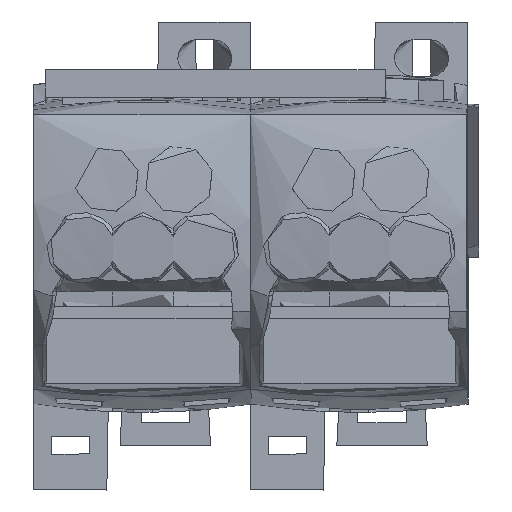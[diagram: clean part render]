
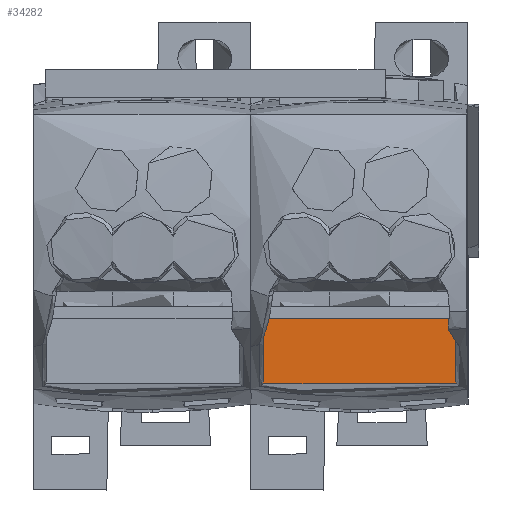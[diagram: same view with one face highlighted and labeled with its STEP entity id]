
A CAD part, top view. The second image highlights one B-rep face of the part: STEP entity #34282.
In plain terms, the highlighted planar face has unit normal (0, -0.009, 1).
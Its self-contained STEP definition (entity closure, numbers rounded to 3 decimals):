
#34247=AXIS2_PLACEMENT_3D('Plane Axis2P3D',#34244,#34245,#34246) ;
#32014=CARTESIAN_POINT('Vertex',(61.416,24.839,30.968)) ;
#32017=CARTESIAN_POINT('Line Origine',(61.416,22.647,30.948)) ;
#32021=CARTESIAN_POINT('Vertex',(61.416,20.454,30.929)) ;
#32024=CARTESIAN_POINT('Line Origine',(61.416,18.048,30.908)) ;
#32028=CARTESIAN_POINT('Vertex',(61.416,15.642,30.887)) ;
#32159=CARTESIAN_POINT('Vertex',(61.477,15.383,30.885)) ;
#32196=CARTESIAN_POINT('Control Point',(61.416,15.642,30.887)) ;
#32197=CARTESIAN_POINT('Control Point',(61.416,15.552,30.887)) ;
#32198=CARTESIAN_POINT('Control Point',(61.437,15.463,30.886)) ;
#32199=CARTESIAN_POINT('Control Point',(61.477,15.383,30.885)) ;
#32740=CARTESIAN_POINT('Vertex',(33.416,15.642,30.887)) ;
#32743=CARTESIAN_POINT('Line Origine',(33.416,20.24,30.927)) ;
#32747=CARTESIAN_POINT('Vertex',(33.416,24.839,30.968)) ;
#34000=CARTESIAN_POINT('Line Origine',(44.707,24.839,30.968)) ;
#34244=CARTESIAN_POINT('Axis2P3D Location',(47.416,11.558,30.852)) ;
#34250=CARTESIAN_POINT('Control Point',(33.416,15.642,30.887)) ;
#34251=CARTESIAN_POINT('Control Point',(33.416,15.588,30.887)) ;
#34252=CARTESIAN_POINT('Control Point',(33.41,15.535,30.886)) ;
#34253=CARTESIAN_POINT('Control Point',(33.398,15.481,30.886)) ;
#34254=CARTESIAN_POINT('Control Point',(33.379,15.431,30.886)) ;
#34255=CARTESIAN_POINT('Control Point',(33.355,15.383,30.885)) ;
#34256=CARTESIAN_POINT('Vertex',(33.355,15.383,30.885)) ;
#34260=CARTESIAN_POINT('Control Point',(33.355,15.383,30.885)) ;
#34261=CARTESIAN_POINT('Control Point',(35.941,15.06,30.882)) ;
#34262=CARTESIAN_POINT('Control Point',(38.536,14.811,30.88)) ;
#34263=CARTESIAN_POINT('Control Point',(41.129,14.637,30.879)) ;
#34264=CARTESIAN_POINT('Control Point',(46.339,14.437,30.877)) ;
#34265=CARTESIAN_POINT('Control Point',(51.552,14.538,30.878)) ;
#34266=CARTESIAN_POINT('Control Point',(54.157,14.663,30.879)) ;
#34267=CARTESIAN_POINT('Control Point',(57.184,14.896,30.881)) ;
#34268=CARTESIAN_POINT('Control Point',(60.201,15.23,30.884)) ;
#34269=CARTESIAN_POINT('Control Point',(60.626,15.279,30.884)) ;
#34270=CARTESIAN_POINT('Control Point',(61.051,15.33,30.885)) ;
#34271=CARTESIAN_POINT('Control Point',(61.477,15.383,30.885)) ;
#32018=DIRECTION('Vector Direction',(0.,1.,0.009)) ;
#32025=DIRECTION('Vector Direction',(0.,1.,0.009)) ;
#32744=DIRECTION('Vector Direction',(0.,-1.,-0.009)) ;
#34001=DIRECTION('Vector Direction',(1.,0.,0.)) ;
#34245=DIRECTION('Axis2P3D Direction',(0.,0.009,-1.)) ;
#34246=DIRECTION('Axis2P3D XDirection',(0.,1.,0.009)) ;
#32019=VECTOR('Line Direction',#32018,1.) ;
#32026=VECTOR('Line Direction',#32025,1.) ;
#32745=VECTOR('Line Direction',#32744,1.) ;
#34002=VECTOR('Line Direction',#34001,1.) ;
#34274=ORIENTED_EDGE('',*,*,#34004,.F.) ;
#34275=ORIENTED_EDGE('',*,*,#32749,.T.) ;
#34276=ORIENTED_EDGE('',*,*,#34258,.T.) ;
#34277=ORIENTED_EDGE('',*,*,#34272,.T.) ;
#34278=ORIENTED_EDGE('',*,*,#32200,.F.) ;
#34279=ORIENTED_EDGE('',*,*,#32030,.T.) ;
#34280=ORIENTED_EDGE('',*,*,#32023,.T.) ;
#34282=ADVANCED_FACE('Hauptk\X2\00F6\X0\rper',(#34281),#34248,.F.) ;
#32195=B_SPLINE_CURVE_WITH_KNOTS('',3,(#32196,#32197,#32198,#32199),.UNSPECIFIED.,.F.,.U.,(4,4),(0.,0.392),.UNSPECIFIED.) ;
#34249=B_SPLINE_CURVE_WITH_KNOTS('',5,(#34250,#34251,#34252,#34253,#34254,#34255),.UNSPECIFIED.,.F.,.U.,(6,6),(0.,0.38),.UNSPECIFIED.) ;
#34259=B_SPLINE_CURVE_WITH_KNOTS('',5,(#34260,#34261,#34262,#34263,#34264,#34265,#34266,#34267,#34268,#34269,#34270,#34271),.UNSPECIFIED.,.F.,.U.,(6,3,3,6),(0.,18.43,36.864,39.896),.UNSPECIFIED.) ;
#32023=EDGE_CURVE('',#32022,#32015,#32020,.T.) ;
#32030=EDGE_CURVE('',#32029,#32022,#32027,.T.) ;
#32200=EDGE_CURVE('',#32029,#32160,#32195,.T.) ;
#32749=EDGE_CURVE('',#32748,#32741,#32746,.T.) ;
#34004=EDGE_CURVE('',#32748,#32015,#34003,.T.) ;
#34258=EDGE_CURVE('',#32741,#34257,#34249,.T.) ;
#34272=EDGE_CURVE('',#34257,#32160,#34259,.T.) ;
#34273=EDGE_LOOP('',(#34274,#34275,#34276,#34277,#34278,#34279,#34280)) ;
#34281=FACE_OUTER_BOUND('',#34273,.T.) ;
#32020=LINE('Line',#32017,#32019) ;
#32027=LINE('Line',#32024,#32026) ;
#32746=LINE('Line',#32743,#32745) ;
#34003=LINE('Line',#34000,#34002) ;
#34248=PLANE('',#34247) ;
#32015=VERTEX_POINT('',#32014) ;
#32022=VERTEX_POINT('',#32021) ;
#32029=VERTEX_POINT('',#32028) ;
#32160=VERTEX_POINT('',#32159) ;
#32741=VERTEX_POINT('',#32740) ;
#32748=VERTEX_POINT('',#32747) ;
#34257=VERTEX_POINT('',#34256) ;
